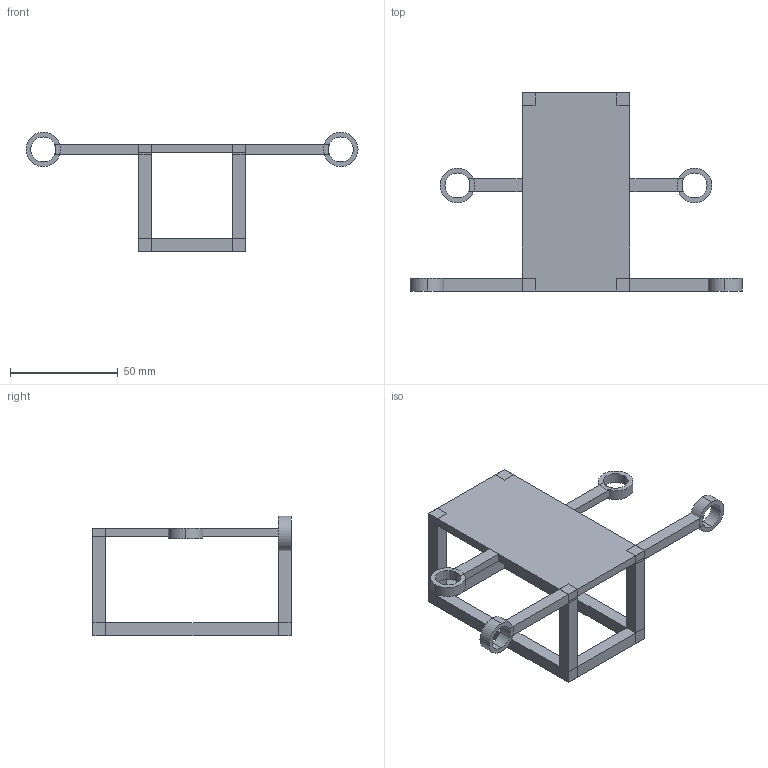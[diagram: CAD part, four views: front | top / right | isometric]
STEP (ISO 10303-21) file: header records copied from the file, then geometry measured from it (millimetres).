
FILE_DESCRIPTION (( 'STEP AP203' ), '1' );
FILE_NAME ('BaseStructure(1).STEP', '2024-09-17T06:30:13', ( '' ), ( '' ), 'SwSTEP 2.0', 'SolidWorks 2023', '' );
FILE_SCHEMA (( 'CONFIG_CONTROL_DESIGN' ));
Length unit declared in the file: centimetre
Products named in the file (1): BaseStructure(1)
Bounding box: 154 x 92 x 55.5 mm (x, y, z)
Volume: 40896 mm3; surface area: 27793 mm2
Topology: 17 solids, 17 shells, 102 faces, 204 edges, 136 vertices
Faces by surface type: plane 82, cylinder 20
Entity records: 2689 total; most frequent: DIRECTION 450, CARTESIAN_POINT 443, ORIENTED_EDGE 408, EDGE_CURVE 204, VECTOR 164, LINE 164, AXIS2_PLACEMENT_3D 143, VERTEX_POINT 136
